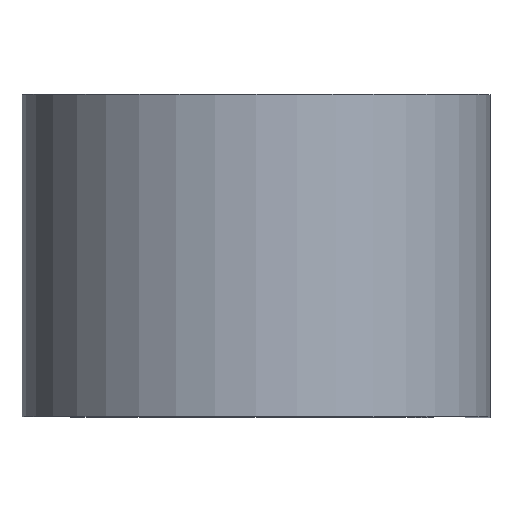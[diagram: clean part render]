
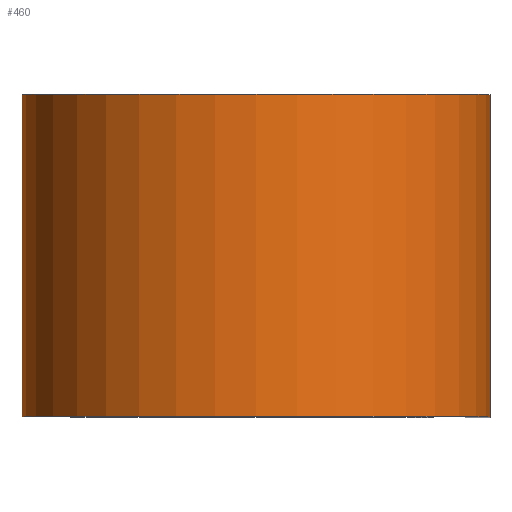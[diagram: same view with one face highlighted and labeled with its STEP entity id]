
A CAD part, top view. The second image highlights one B-rep face of the part: STEP entity #460.
In plain terms, the highlighted cylindrical face has radius 11.532 mm (diameter 23.063 mm), a partial arc.
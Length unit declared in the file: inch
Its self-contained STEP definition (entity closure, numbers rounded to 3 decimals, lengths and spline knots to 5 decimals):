
#5 = CYLINDRICAL_SURFACE ( 'NONE', #681, 0.454 ) ;
#17 = FACE_OUTER_BOUND ( 'NONE', #126, .T. ) ;
#25 = EDGE_CURVE ( 'NONE', #524, #628, #327, .T. ) ;
#103 = LINE ( 'NONE', #422, #117 ) ;
#114 = EDGE_CURVE ( 'NONE', #593, #730, #103, .T. ) ;
#117 = VECTOR ( 'NONE', #388, 39.37008 ) ;
#126 = EDGE_LOOP ( 'NONE', ( #636, #299, #141, #664 ) ) ;
#141 = ORIENTED_EDGE ( 'NONE', *, *, #711, .F. ) ;
#171 = CARTESIAN_POINT ( 'NONE',  ( 0.454, 0.3125, 0. ) ) ;
#177 = CARTESIAN_POINT ( 'NONE',  ( 0., -0.3125, 0. ) ) ;
#199 = EDGE_CURVE ( 'NONE', #730, #628, #266, .T. ) ;
#246 = CARTESIAN_POINT ( 'NONE',  ( 0., -0.3125, -0.454 ) ) ;
#266 = CIRCLE ( 'NONE', #370, 0.454 ) ;
#289 = DIRECTION ( 'NONE',  ( 0., 1., 0. ) ) ;
#297 = DIRECTION ( 'NONE',  ( 1., 0., 0. ) ) ;
#299 = ORIENTED_EDGE ( 'NONE', *, *, #25, .F. ) ;
#310 = DIRECTION ( 'NONE',  ( 1., 0., 0. ) ) ;
#319 = VECTOR ( 'NONE', #696, 39.37008 ) ;
#327 = LINE ( 'NONE', #171, #319 ) ;
#334 = DIRECTION ( 'NONE',  ( 0., 1., 0. ) ) ;
#337 = CARTESIAN_POINT ( 'NONE',  ( 0.454, 0.3125, 0. ) ) ;
#351 = CARTESIAN_POINT ( 'NONE',  ( 0., 0.3125, 0. ) ) ;
#370 = AXIS2_PLACEMENT_3D ( 'NONE', #177, #289, #297 ) ;
#388 = DIRECTION ( 'NONE',  ( 0., -1., 0. ) ) ;
#403 = CIRCLE ( 'NONE', #517, 0.454 ) ;
#410 = CARTESIAN_POINT ( 'NONE',  ( 0., 0.3125, -0.454 ) ) ;
#422 = CARTESIAN_POINT ( 'NONE',  ( 0., 0.3125, -0.454 ) ) ;
#460 = ADVANCED_FACE ( 'NONE', ( #17 ), #5, .T. ) ;
#461 = CARTESIAN_POINT ( 'NONE',  ( 0.454, -0.3125, 0. ) ) ;
#517 = AXIS2_PLACEMENT_3D ( 'NONE', #351, #334, #310 ) ;
#524 = VERTEX_POINT ( 'NONE', #337 ) ;
#593 = VERTEX_POINT ( 'NONE', #410 ) ;
#628 = VERTEX_POINT ( 'NONE', #461 ) ;
#636 = ORIENTED_EDGE ( 'NONE', *, *, #199, .T. ) ;
#648 = DIRECTION ( 'NONE',  ( 0., -1., 0. ) ) ;
#664 = ORIENTED_EDGE ( 'NONE', *, *, #114, .T. ) ;
#681 = AXIS2_PLACEMENT_3D ( 'NONE', #682, #648, #688 ) ;
#682 = CARTESIAN_POINT ( 'NONE',  ( 0., 0.3125, 0. ) ) ;
#688 = DIRECTION ( 'NONE',  ( 0., 0., -1. ) ) ;
#696 = DIRECTION ( 'NONE',  ( 0., -1., 0. ) ) ;
#711 = EDGE_CURVE ( 'NONE', #593, #524, #403, .T. ) ;
#730 = VERTEX_POINT ( 'NONE', #246 ) ;
